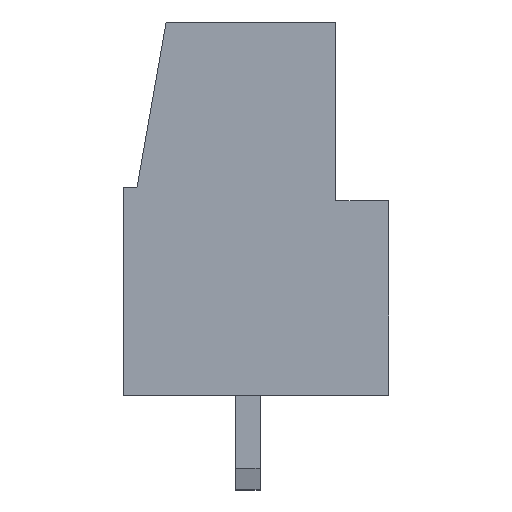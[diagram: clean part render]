
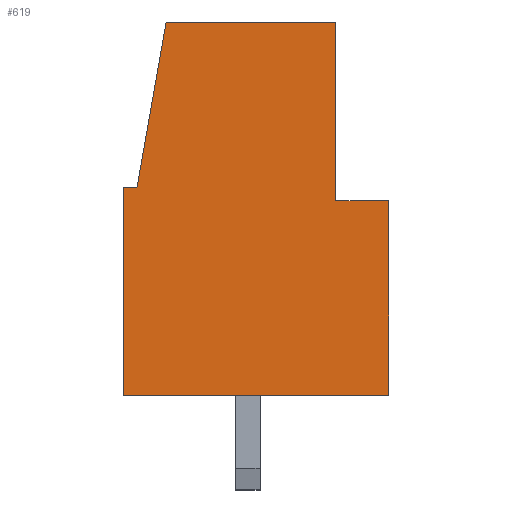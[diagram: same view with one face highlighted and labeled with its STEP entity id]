
A CAD part, left-side view. The second image highlights one B-rep face of the part: STEP entity #619.
In plain terms, the highlighted planar face has unit normal (-1, 0, 0).
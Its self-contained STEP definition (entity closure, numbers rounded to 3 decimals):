
#619 = ADVANCED_FACE( '', ( #1215 ), #1216, .T. );
#1215 = FACE_OUTER_BOUND( '', #1803, .T. );
#1216 = PLANE( '', #1804 );
#1803 = EDGE_LOOP( '', ( #3429, #3430, #3431, #3432, #3433, #3434, #3435, #3436 ) );
#1804 = AXIS2_PLACEMENT_3D( '', #3437, #3438, #3439 );
#3429 = ORIENTED_EDGE( '', *, *, #3626, .T. );
#3430 = ORIENTED_EDGE( '', *, *, #4190, .F. );
#3431 = ORIENTED_EDGE( '', *, *, #4244, .T. );
#3432 = ORIENTED_EDGE( '', *, *, #4157, .F. );
#3433 = ORIENTED_EDGE( '', *, *, #3916, .F. );
#3434 = ORIENTED_EDGE( '', *, *, #3823, .T. );
#3435 = ORIENTED_EDGE( '', *, *, #4276, .F. );
#3436 = ORIENTED_EDGE( '', *, *, #4228, .F. );
#3437 = CARTESIAN_POINT( '', ( -2.54, 0., 0. ) );
#3438 = DIRECTION( '', ( -1., 0., 0. ) );
#3439 = DIRECTION( '', ( 0., 0., 1. ) );
#3626 = EDGE_CURVE( '', #4330, #4328, #4331, .T. );
#3823 = EDGE_CURVE( '', #4668, #4669, #4670, .T. );
#3916 = EDGE_CURVE( '', #4668, #4820, #4821, .T. );
#4157 = EDGE_CURVE( '', #4820, #5161, #5162, .T. );
#4190 = EDGE_CURVE( '', #5199, #4328, #5201, .T. );
#4228 = EDGE_CURVE( '', #4330, #5244, #5245, .T. );
#4244 = EDGE_CURVE( '', #5199, #5161, #5263, .T. );
#4276 = EDGE_CURVE( '', #5244, #4669, #5296, .T. );
#4328 = VERTEX_POINT( '', #5360 );
#4330 = VERTEX_POINT( '', #5363 );
#4331 = LINE( '', #5364, #5365 );
#4668 = VERTEX_POINT( '', #5857 );
#4669 = VERTEX_POINT( '', #5858 );
#4670 = LINE( '', #5859, #5860 );
#4820 = VERTEX_POINT( '', #6077 );
#4821 = LINE( '', #6078, #6079 );
#5161 = VERTEX_POINT( '', #6583 );
#5162 = LINE( '', #6584, #6585 );
#5199 = VERTEX_POINT( '', #6640 );
#5201 = LINE( '', #6643, #6644 );
#5244 = VERTEX_POINT( '', #6712 );
#5245 = LINE( '', #6713, #6714 );
#5263 = LINE( '', #6738, #6739 );
#5296 = LINE( '', #6787, #6788 );
#5360 = CARTESIAN_POINT( '', ( -2.54, -9.8, 0. ) );
#5363 = CARTESIAN_POINT( '', ( -2.54, 0., 0. ) );
#5364 = CARTESIAN_POINT( '', ( -2.54, 0., 0. ) );
#5365 = VECTOR( '', #6829, 1000. );
#5857 = CARTESIAN_POINT( '', ( -2.54, -1.576, 13.8 ) );
#5858 = CARTESIAN_POINT( '', ( -2.54, -0.5, 7.7 ) );
#5859 = CARTESIAN_POINT( '', ( -2.54, -1.576, 13.8 ) );
#5860 = VECTOR( '', #6991, 1000. );
#6077 = CARTESIAN_POINT( '', ( -2.54, -7.85, 13.8 ) );
#6078 = CARTESIAN_POINT( '', ( -2.54, -1.576, 13.8 ) );
#6079 = VECTOR( '', #7077, 1000. );
#6583 = CARTESIAN_POINT( '', ( -2.54, -7.85, 7.2 ) );
#6584 = CARTESIAN_POINT( '', ( -2.54, -7.85, 13.8 ) );
#6585 = VECTOR( '', #7275, 1000. );
#6640 = CARTESIAN_POINT( '', ( -2.54, -9.8, 7.2 ) );
#6643 = CARTESIAN_POINT( '', ( -2.54, -9.8, 7.2 ) );
#6644 = VECTOR( '', #7304, 1000. );
#6712 = CARTESIAN_POINT( '', ( -2.54, 0., 7.7 ) );
#6713 = CARTESIAN_POINT( '', ( -2.54, 0., 0. ) );
#6714 = VECTOR( '', #7330, 1000. );
#6738 = CARTESIAN_POINT( '', ( -2.54, -9.8, 7.2 ) );
#6739 = VECTOR( '', #7340, 1000. );
#6787 = CARTESIAN_POINT( '', ( -2.54, 0., 7.7 ) );
#6788 = VECTOR( '', #7359, 1000. );
#6829 = DIRECTION( '', ( 0., -1., 0. ) );
#6991 = DIRECTION( '', ( 0., 0.174, -0.985 ) );
#7077 = DIRECTION( '', ( 0., -1., 0. ) );
#7275 = DIRECTION( '', ( 0., 0., -1. ) );
#7304 = DIRECTION( '', ( 0., 0., -1. ) );
#7330 = DIRECTION( '', ( 0., 0., 1. ) );
#7340 = DIRECTION( '', ( 0., 1., 0. ) );
#7359 = DIRECTION( '', ( 0., -1., 0. ) );
